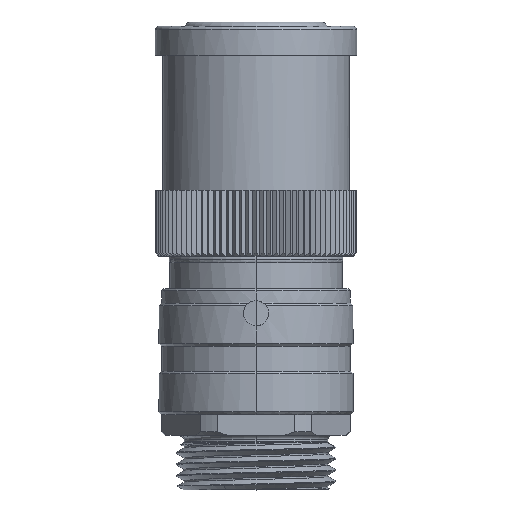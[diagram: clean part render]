
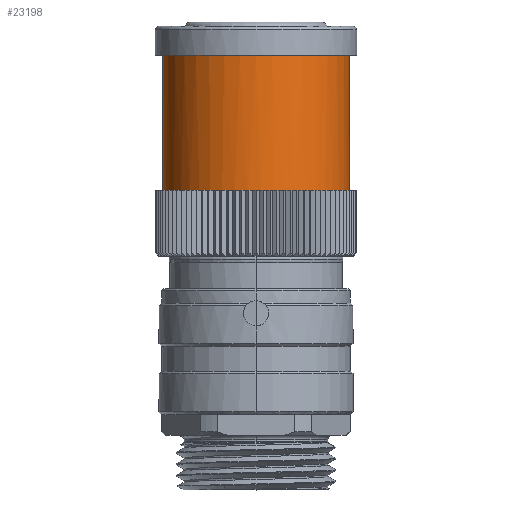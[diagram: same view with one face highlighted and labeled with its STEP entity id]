
A CAD part, front view. The second image highlights one B-rep face of the part: STEP entity #23198.
In plain terms, the highlighted cylindrical face has radius 13 mm (diameter 26 mm), a partial arc.
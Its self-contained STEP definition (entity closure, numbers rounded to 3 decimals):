
#23153=AXIS2_PLACEMENT_3D('Cylinder Axis2P3D',#23150,#23151,#23152) ;
#23164=AXIS2_PLACEMENT_3D('Circle Axis2P3D',#23162,#23163,$) ;
#23060=CARTESIAN_POINT('Control Point',(1.,14.,40.7)) ;
#23061=CARTESIAN_POINT('Control Point',(1.,13.181,40.7)) ;
#23062=CARTESIAN_POINT('Control Point',(1.065,12.362,40.7)) ;
#23063=CARTESIAN_POINT('Control Point',(1.194,11.55,40.7)) ;
#23064=CARTESIAN_POINT('Control Point',(1.676,9.545,40.7)) ;
#23065=CARTESIAN_POINT('Control Point',(2.546,7.666,40.7)) ;
#23066=CARTESIAN_POINT('Control Point',(3.201,6.604,40.7)) ;
#23067=CARTESIAN_POINT('Control Point',(4.752,4.656,40.7)) ;
#23068=CARTESIAN_POINT('Control Point',(6.716,3.125,40.7)) ;
#23069=CARTESIAN_POINT('Control Point',(7.786,2.481,40.7)) ;
#23070=CARTESIAN_POINT('Control Point',(10.056,1.458,40.7)) ;
#23071=CARTESIAN_POINT('Control Point',(12.504,0.997,40.7)) ;
#23072=CARTESIAN_POINT('Control Point',(13.749,0.914,40.7)) ;
#23073=CARTESIAN_POINT('Control Point',(15.681,1.015,40.7)) ;
#23074=CARTESIAN_POINT('Control Point',(17.553,1.467,40.7)) ;
#23075=CARTESIAN_POINT('Control Point',(18.209,1.672,40.7)) ;
#23076=CARTESIAN_POINT('Control Point',(18.849,1.919,40.7)) ;
#23077=CARTESIAN_POINT('Control Point',(19.47,2.207,40.7)) ;
#23078=CARTESIAN_POINT('Vertex',(1.,14.,40.7)) ;
#23080=CARTESIAN_POINT('Vertex',(19.47,2.207,40.7)) ;
#23111=CARTESIAN_POINT('Vertex',(27.,14.,40.7)) ;
#23115=CARTESIAN_POINT('Control Point',(26.221,9.569,40.7)) ;
#23116=CARTESIAN_POINT('Control Point',(26.53,10.419,40.7)) ;
#23117=CARTESIAN_POINT('Control Point',(26.764,11.296,40.7)) ;
#23118=CARTESIAN_POINT('Control Point',(26.921,12.191,40.7)) ;
#23119=CARTESIAN_POINT('Control Point',(27.,13.096,40.7)) ;
#23120=CARTESIAN_POINT('Control Point',(27.,14.,40.7)) ;
#23121=CARTESIAN_POINT('Vertex',(26.221,9.569,40.7)) ;
#23150=CARTESIAN_POINT('Axis2P3D Location',(14.,14.,48.25)) ;
#23155=CARTESIAN_POINT('Line Origine',(27.,14.,48.25)) ;
#23159=CARTESIAN_POINT('Vertex',(27.,14.,60.5)) ;
#23162=CARTESIAN_POINT('Axis2P3D Location',(14.,14.,60.5)) ;
#23166=CARTESIAN_POINT('Vertex',(1.,14.,60.5)) ;
#23169=CARTESIAN_POINT('Line Origine',(1.,14.,48.25)) ;
#23175=CARTESIAN_POINT('Control Point',(26.221,9.569,40.826)) ;
#23176=CARTESIAN_POINT('Control Point',(25.526,7.65,40.8)) ;
#23177=CARTESIAN_POINT('Control Point',(24.464,5.868,40.775)) ;
#23178=CARTESIAN_POINT('Control Point',(22.99,4.264,40.75)) ;
#23179=CARTESIAN_POINT('Control Point',(21.309,3.06,40.725)) ;
#23180=CARTESIAN_POINT('Control Point',(19.47,2.207,40.7)) ;
#23181=CARTESIAN_POINT('Vertex',(26.221,9.569,40.826)) ;
#23184=CARTESIAN_POINT('Line Origine',(26.221,9.569,48.25)) ;
#23151=DIRECTION('Axis2P3D Direction',(0.,0.,1.)) ;
#23152=DIRECTION('Axis2P3D XDirection',(-1.,0.,-0.)) ;
#23156=DIRECTION('Vector Direction',(0.,0.,1.)) ;
#23163=DIRECTION('Axis2P3D Direction',(0.,0.,1.)) ;
#23170=DIRECTION('Vector Direction',(0.,0.,1.)) ;
#23185=DIRECTION('Vector Direction',(0.,0.,1.)) ;
#23157=VECTOR('Line Direction',#23156,1.) ;
#23171=VECTOR('Line Direction',#23170,1.) ;
#23186=VECTOR('Line Direction',#23185,1.) ;
#23190=ORIENTED_EDGE('',*,*,#23161,.F.) ;
#23191=ORIENTED_EDGE('',*,*,#23168,.T.) ;
#23192=ORIENTED_EDGE('',*,*,#23173,.F.) ;
#23193=ORIENTED_EDGE('',*,*,#23082,.T.) ;
#23194=ORIENTED_EDGE('',*,*,#23183,.F.) ;
#23195=ORIENTED_EDGE('',*,*,#23188,.F.) ;
#23196=ORIENTED_EDGE('',*,*,#23123,.T.) ;
#23198=ADVANCED_FACE('Hauptk\X2\00F6\X0\rper',(#23197),#23154,.T.) ;
#23059=B_SPLINE_CURVE_WITH_KNOTS('',5,(#23060,#23061,#23062,#23063,#23064,#23065,#23066,#23067,#23068,#23069,#23070,#23071,#23072,#23073,#23074,#23075,#23076,#23077),.UNSPECIFIED.,.F.,.U.,(6,3,3,3,3,6),(64.152,69.943,78.686,87.429,96.172,101.015),.UNSPECIFIED.) ;
#23114=B_SPLINE_CURVE_WITH_KNOTS('',5,(#23115,#23116,#23117,#23118,#23119,#23120),.UNSPECIFIED.,.F.,.U.,(6,6),(0.,6.395),.UNSPECIFIED.) ;
#23174=B_SPLINE_CURVE_WITH_KNOTS('',5,(#23175,#23176,#23177,#23178,#23179,#23180),.UNSPECIFIED.,.F.,.U.,(6,6),(0.,14.572),.UNSPECIFIED.) ;
#23165=CIRCLE('generated circle',#23164,13.) ;
#23154=CYLINDRICAL_SURFACE('generated cylinder',#23153,13.) ;
#23082=EDGE_CURVE('',#23079,#23081,#23059,.T.) ;
#23123=EDGE_CURVE('',#23122,#23112,#23114,.T.) ;
#23161=EDGE_CURVE('',#23160,#23112,#23158,.F.) ;
#23168=EDGE_CURVE('',#23160,#23167,#23165,.F.) ;
#23173=EDGE_CURVE('',#23079,#23167,#23172,.T.) ;
#23183=EDGE_CURVE('',#23182,#23081,#23174,.T.) ;
#23188=EDGE_CURVE('',#23122,#23182,#23187,.T.) ;
#23189=EDGE_LOOP('',(#23190,#23191,#23192,#23193,#23194,#23195,#23196)) ;
#23197=FACE_OUTER_BOUND('',#23189,.T.) ;
#23158=LINE('Line',#23155,#23157) ;
#23172=LINE('Line',#23169,#23171) ;
#23187=LINE('Line',#23184,#23186) ;
#23079=VERTEX_POINT('',#23078) ;
#23081=VERTEX_POINT('',#23080) ;
#23112=VERTEX_POINT('',#23111) ;
#23122=VERTEX_POINT('',#23121) ;
#23160=VERTEX_POINT('',#23159) ;
#23167=VERTEX_POINT('',#23166) ;
#23182=VERTEX_POINT('',#23181) ;
